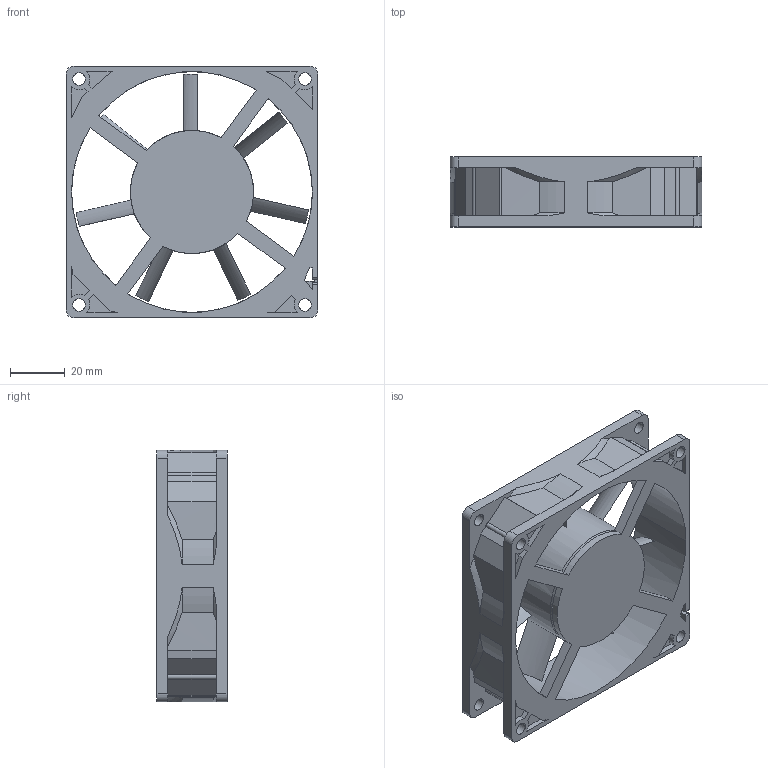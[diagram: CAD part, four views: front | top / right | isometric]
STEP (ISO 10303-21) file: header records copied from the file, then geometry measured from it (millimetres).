
FILE_DESCRIPTION((''),'2;1');
FILE_NAME('ASM0008_ASM','2012-05-07T',('SUNNY.S.TSAI'),(''),'PRO/ENGINEER BY PARAMETRIC TECHNOLOGY CORPORATION, 2008150','PRO/ENGINEER BY PARAMETRIC TECHNOLOGY CORPORATION, 2008150','');
FILE_SCHEMA(('CONFIG_CONTROL_DESIGN'));
Products named in the file (3): 925-FRAME; 6038; ASM0008_ASM
Assembly tree (2 placements, depth 2):
  ASM0008_ASM
    925-FRAME
    6038
Bounding box: 92 x 25.6 x 92 mm (x, y, z)
Volume: 88490.2 mm3; surface area: 38208.8 mm2
Topology: 2 solids, 2 shells, 244 faces, 685 edges, 456 vertices
Faces by surface type: plane 117, cylinder 97, cone 16, torus 7, bspline 7
Entity records: 8732 total; most frequent: CARTESIAN_POINT 2255, ORIENTED_EDGE 1370, DIRECTION 1304, EDGE_CURVE 685, VERTEX_POINT 456, AXIS2_PLACEMENT_3D 455, VECTOR 394, LINE 394
